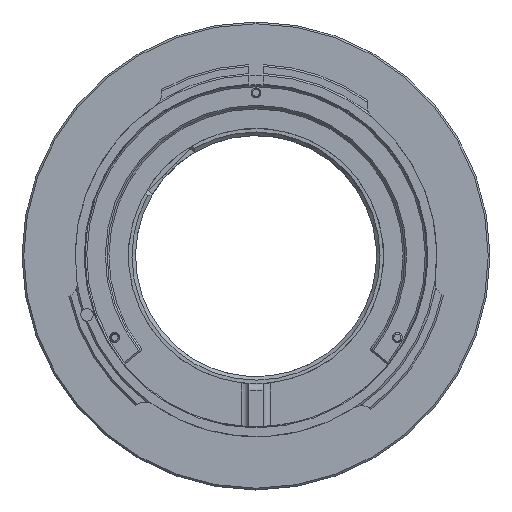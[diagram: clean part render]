
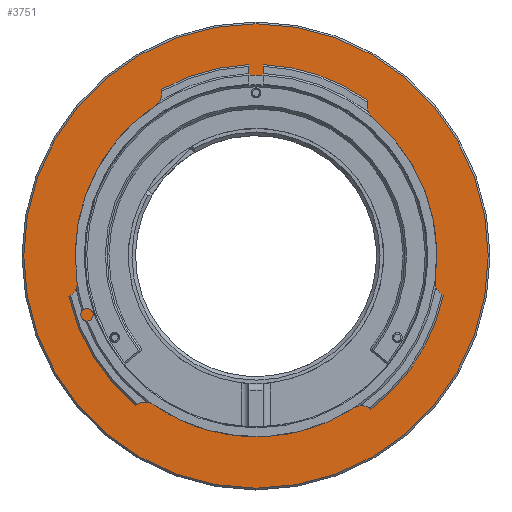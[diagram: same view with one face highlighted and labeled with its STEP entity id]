
A CAD part, top view. The second image highlights one B-rep face of the part: STEP entity #3751.
In plain terms, the highlighted planar face has unit normal (0, 0, 1).
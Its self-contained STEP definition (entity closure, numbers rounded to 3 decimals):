
#692=PLANE('',#4195);
#1612=ORIENTED_EDGE('',*,*,#2347,.T.);
#1613=ORIENTED_EDGE('',*,*,#2348,.F.);
#1614=ORIENTED_EDGE('',*,*,#2349,.T.);
#2347=EDGE_CURVE('',#2772,#2772,#3020,.T.);
#2348=EDGE_CURVE('',#2773,#2774,#3021,.T.);
#2349=EDGE_CURVE('',#2773,#2774,#3022,.T.);
#2772=VERTEX_POINT('',#9616);
#2773=VERTEX_POINT('',#9618);
#2774=VERTEX_POINT('',#9619);
#3020=CIRCLE('',#4196,32.75);
#3021=CIRCLE('',#4197,25.5);
#3022=CIRCLE('',#4198,0.875);
#3258=EDGE_LOOP('',(#1612));
#3259=EDGE_LOOP('',(#1613,#1614));
#3520=FACE_BOUND('',#3258,.T.);
#3521=FACE_BOUND('',#3259,.T.);
#3751=ADVANCED_FACE('',(#3520,#3521),#692,.T.);
#4195=AXIS2_PLACEMENT_3D('',#9614,#5149,#5150);
#4196=AXIS2_PLACEMENT_3D('',#9615,#5151,#5152);
#4197=AXIS2_PLACEMENT_3D('',#9617,#5153,#5154);
#4198=AXIS2_PLACEMENT_3D('',#9620,#5155,#5156);
#5149=DIRECTION('',(0.,0.,1.));
#5150=DIRECTION('',(1.,0.,0.));
#5151=DIRECTION('',(0.,0.,1.));
#5152=DIRECTION('',(1.,0.,0.));
#5153=DIRECTION('',(0.,0.,1.));
#5154=DIRECTION('',(1.,0.,0.));
#5155=DIRECTION('',(0.,0.,1.));
#5156=DIRECTION('',(1.,0.,0.));
#9614=CARTESIAN_POINT('',(0.,0.,7.3));
#9615=CARTESIAN_POINT('',(0.,0.,7.3));
#9616=CARTESIAN_POINT('',(32.75,0.,7.3));
#9617=CARTESIAN_POINT('',(0.,0.,7.3));
#9618=CARTESIAN_POINT('',(-23.788,-9.187,7.3));
#9619=CARTESIAN_POINT('',(-24.342,-7.596,7.3));
#9620=CARTESIAN_POINT('',(-23.842,-8.314,7.3));
